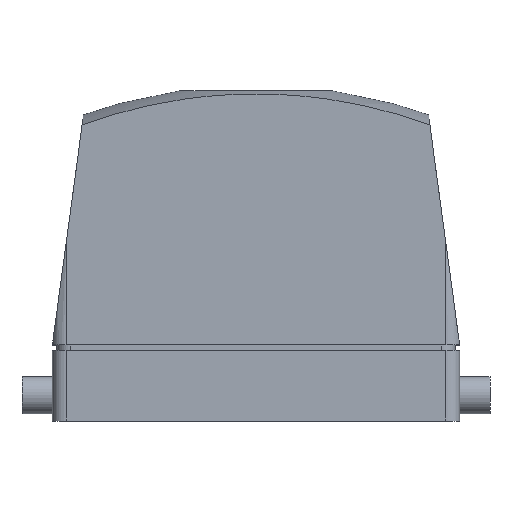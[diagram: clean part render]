
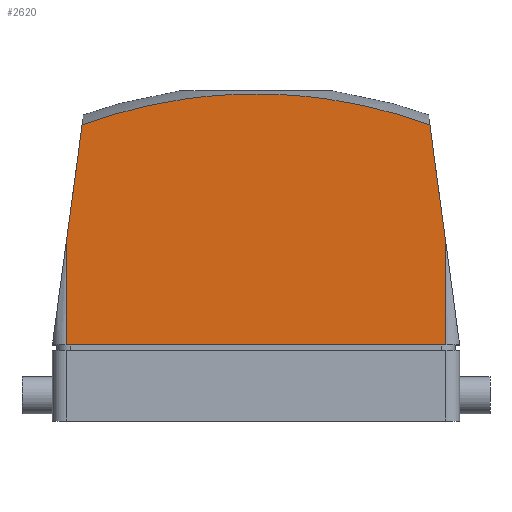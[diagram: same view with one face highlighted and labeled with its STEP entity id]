
A CAD part, top view. The second image highlights one B-rep face of the part: STEP entity #2620.
In plain terms, the highlighted planar face has unit normal (0, 0, 1).
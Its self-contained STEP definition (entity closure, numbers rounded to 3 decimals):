
#311 = AXIS2_PLACEMENT_3D ( 'NONE', #1460, #1459, #1458 ) ;
#355 = AXIS2_PLACEMENT_3D ( 'NONE', #815, #813, #812 ) ;
#356 = VECTOR ( 'NONE', #817, 1000. ) ;
#357 = CIRCLE ( 'NONE', #355, 116.583 ) ;
#512 = VECTOR ( 'NONE', #1155, 1000. ) ;
#515 = VECTOR ( 'NONE', #1157, 1000. ) ;
#517 = VECTOR ( 'NONE', #1159, 1000. ) ;
#520 = VECTOR ( 'NONE', #1161, 1000. ) ;
#779 = CARTESIAN_POINT ( 'NONE',  ( 3.2, 41.187, 43.5 ) ) ;
#780 = CARTESIAN_POINT ( 'NONE',  ( 3.2, 17.55, 43.5 ) ) ;
#788 = CARTESIAN_POINT ( 'NONE',  ( 6.877, 68.345, 43.5 ) ) ;
#789 = CARTESIAN_POINT ( 'NONE',  ( 87.123, 68.345, 43.5 ) ) ;
#791 = CARTESIAN_POINT ( 'NONE',  ( 90.8, 17.55, 43.5 ) ) ;
#795 = CARTESIAN_POINT ( 'NONE',  ( 90.8, 41.187, 43.5 ) ) ;
#812 = DIRECTION ( 'NONE',  ( 1., 0., 0. ) ) ;
#813 = DIRECTION ( 'NONE',  ( 0., 0., -1. ) ) ;
#815 = CARTESIAN_POINT ( 'NONE',  ( 47., -41.117, 43.5 ) ) ;
#817 = DIRECTION ( 'NONE',  ( 1., 0., 0. ) ) ;
#818 = CARTESIAN_POINT ( 'NONE',  ( 3.2, 17.55, 43.5 ) ) ;
#1155 = DIRECTION ( 'NONE',  ( 0., -1., 0. ) ) ;
#1156 = CARTESIAN_POINT ( 'NONE',  ( 90.8, 65.55, 43.5 ) ) ;
#1157 = DIRECTION ( 'NONE',  ( 0.134, -0.991, 0. ) ) ;
#1158 = CARTESIAN_POINT ( 'NONE',  ( 94., 17.55, 43.5 ) ) ;
#1159 = DIRECTION ( 'NONE',  ( 0.134, 0.991, 0. ) ) ;
#1160 = CARTESIAN_POINT ( 'NONE',  ( 0., 17.55, 43.5 ) ) ;
#1161 = DIRECTION ( 'NONE',  ( 0., -1., 0. ) ) ;
#1162 = CARTESIAN_POINT ( 'NONE',  ( 3.2, 65.55, 43.5 ) ) ;
#1458 = DIRECTION ( 'NONE',  ( -1., 0., 0. ) ) ;
#1459 = DIRECTION ( 'NONE',  ( 0., 0., -1. ) ) ;
#1460 = CARTESIAN_POINT ( 'NONE',  ( 3.2, 65.55, 43.5 ) ) ;
#1461 = PLANE ( 'NONE',  #311 ) ;
#1741 = FACE_OUTER_BOUND ( 'NONE', #2373, .T. ) ;
#1830 = LINE ( 'NONE', #1162, #520 ) ;
#1831 = LINE ( 'NONE', #1160, #517 ) ;
#1832 = LINE ( 'NONE', #1158, #515 ) ;
#1833 = LINE ( 'NONE', #1156, #512 ) ;
#1884 = LINE ( 'NONE', #818, #356 ) ;
#2115 = ORIENTED_EDGE ( 'NONE', *, *, #2700, .F. ) ;
#2116 = ORIENTED_EDGE ( 'NONE', *, *, #2699, .F. ) ;
#2117 = ORIENTED_EDGE ( 'NONE', *, *, #2789, .T. ) ;
#2118 = ORIENTED_EDGE ( 'NONE', *, *, #2698, .F. ) ;
#2119 = ORIENTED_EDGE ( 'NONE', *, *, #2697, .T. ) ;
#2120 = ORIENTED_EDGE ( 'NONE', *, *, #2790, .F. ) ;
#2373 = EDGE_LOOP ( 'NONE', ( #2120, #2118, #2119, #2117, #2115, #2116 ) ) ;
#2484 = VERTEX_POINT ( 'NONE', #795 ) ;
#2485 = VERTEX_POINT ( 'NONE', #791 ) ;
#2486 = VERTEX_POINT ( 'NONE', #789 ) ;
#2487 = VERTEX_POINT ( 'NONE', #788 ) ;
#2489 = VERTEX_POINT ( 'NONE', #780 ) ;
#2490 = VERTEX_POINT ( 'NONE', #779 ) ;
#2620 = ADVANCED_FACE ( 'NONE', ( #1741 ), #1461, .F. ) ;
#2697 = EDGE_CURVE ( 'NONE', #2490, #2489, #1830, .T. ) ;
#2698 = EDGE_CURVE ( 'NONE', #2490, #2487, #1831, .T. ) ;
#2699 = EDGE_CURVE ( 'NONE', #2486, #2484, #1832, .T. ) ;
#2700 = EDGE_CURVE ( 'NONE', #2484, #2485, #1833, .T. ) ;
#2789 = EDGE_CURVE ( 'NONE', #2489, #2485, #1884, .T. ) ;
#2790 = EDGE_CURVE ( 'NONE', #2487, #2486, #357, .T. ) ;
